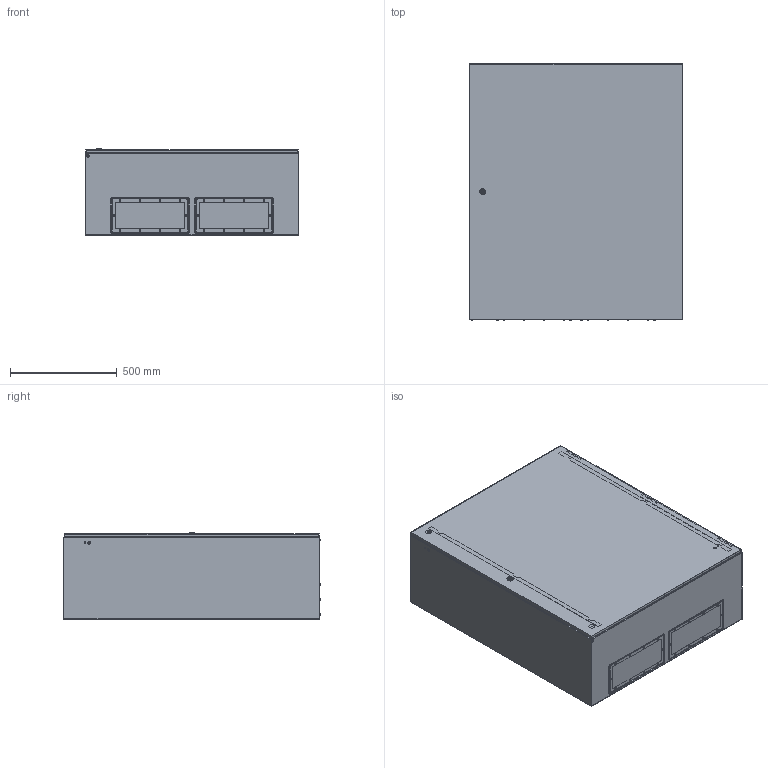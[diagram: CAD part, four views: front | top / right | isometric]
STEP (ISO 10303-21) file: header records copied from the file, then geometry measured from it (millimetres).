
FILE_DESCRIPTION (( 'STEP AP214' ), '1' );
FILE_NAME ('3331-1112-40-17.step', '2023-12-20T12:39:34', ( '' ), ( '' ), 'SwSTEP 2.0', 'SolidWorks 2019', '' );
FILE_SCHEMA (( 'AUTOMOTIVE_DESIGN' ));
Length unit declared in the file: millimetre
Products named in the file (6): Kabeleinfuehrungsplatte_wg_3080-7035-12-27; Tuer_wg_3331-1112-00-97; Montageplattenbeipack_wg_1012; Montageplatte_wg_0331-1012-00-13; 3331-1112-40-17; Korpus_wg_1012-40
Assembly tree (6 placements, depth 2):
  3331-1112-40-17
    Korpus_wg_1012-40
    Tuer_wg_3331-1112-00-97
    Kabeleinfuehrungsplatte_wg_3080-7035-12-27  x2
    Montageplatte_wg_0331-1012-00-13
    Montageplattenbeipack_wg_1012
Bounding box: 1000 x 1203.1 x 407.5 mm (x, y, z)
Volume: 10385556.1 mm3; surface area: 11244819.8 mm2
Topology: 43 solids, 43 shells, 2528 faces, 6459 edges, 4149 vertices
Faces by surface type: plane 1421, cylinder 789, cone 234, torus 46, sphere 22, bspline 16
Entity records: 83604 total; most frequent: CARTESIAN_POINT 20739, DIRECTION 11141, ORIENTED_EDGE 10950, EDGE_CURVE 5475, AXIS2_PLACEMENT_3D 4003, VERTEX_POINT 3541, LINE 3135, VECTOR 3135
